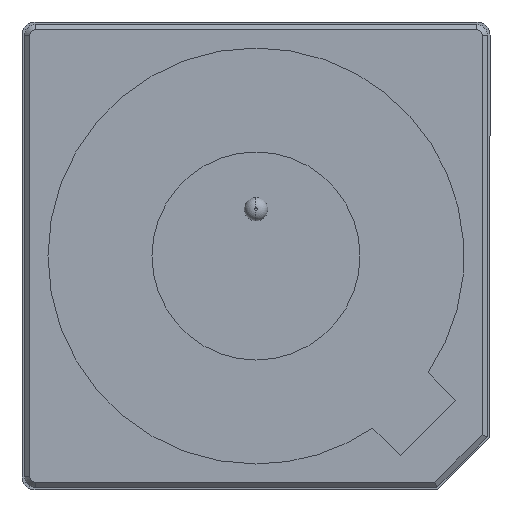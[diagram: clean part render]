
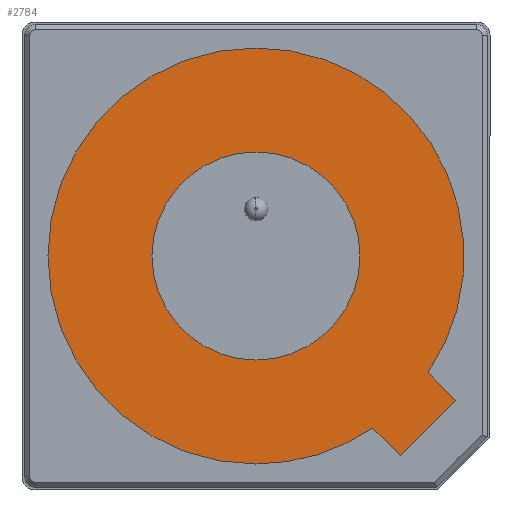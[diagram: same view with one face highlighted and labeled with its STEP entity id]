
A CAD part, front view. The second image highlights one B-rep face of the part: STEP entity #2784.
In plain terms, the highlighted planar face has unit normal (0, -1, 0).
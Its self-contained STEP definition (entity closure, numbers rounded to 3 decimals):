
#88 = LINE ( 'NONE', #2654, #932 ) ;
#94 = DIRECTION ( 'NONE',  ( 0.707, 0., -0.707 ) ) ;
#117 = ORIENTED_EDGE ( 'NONE', *, *, #2482, .T. ) ;
#146 = VERTEX_POINT ( 'NONE', #620 ) ;
#205 = CARTESIAN_POINT ( 'NONE',  ( 0., -0.12, -1.8 ) ) ;
#271 = EDGE_CURVE ( 'NONE', #2172, #1419, #1570, .T. ) ;
#283 = PLANE ( 'NONE',  #467 ) ;
#467 = AXIS2_PLACEMENT_3D ( 'NONE', #1799, #3250, #2830 ) ;
#485 = CARTESIAN_POINT ( 'NONE',  ( 0., -0.12, 6.2 ) ) ;
#506 = CARTESIAN_POINT ( 'NONE',  ( 0., -0.12, 2.2 ) ) ;
#620 = CARTESIAN_POINT ( 'NONE',  ( 7.678, -0.12, -7.357 ) ) ;
#633 = EDGE_CURVE ( 'NONE', #4695, #2063, #2031, .T. ) ;
#649 = CARTESIAN_POINT ( 'NONE',  ( 0., -0.12, -5.8 ) ) ;
#746 = DIRECTION ( 'NONE',  ( 0., -1., 0. ) ) ;
#897 = ORIENTED_EDGE ( 'NONE', *, *, #1529, .T. ) ;
#932 = VECTOR ( 'NONE', #1551, 1000. ) ;
#1002 = CARTESIAN_POINT ( 'NONE',  ( 6.617, -0.12, -6.296 ) ) ;
#1014 = CIRCLE ( 'NONE', #4475, 8. ) ;
#1113 = ORIENTED_EDGE ( 'NONE', *, *, #4527, .T. ) ;
#1204 = ORIENTED_EDGE ( 'NONE', *, *, #271, .T. ) ;
#1222 = CARTESIAN_POINT ( 'NONE',  ( 0., -0.12, -9.8 ) ) ;
#1253 = EDGE_LOOP ( 'NONE', ( #2562, #2747 ) ) ;
#1419 = VERTEX_POINT ( 'NONE', #1222 ) ;
#1498 = AXIS2_PLACEMENT_3D ( 'NONE', #4024, #2167, #3255 ) ;
#1519 = DIRECTION ( 'NONE',  ( 0.707, 0., 0.707 ) ) ;
#1529 = EDGE_CURVE ( 'NONE', #1419, #4689, #1014, .T. ) ;
#1547 = LINE ( 'NONE', #3038, #2816 ) ;
#1551 = DIRECTION ( 'NONE',  ( 0.707, 0., -0.707 ) ) ;
#1570 = CIRCLE ( 'NONE', #3121, 8. ) ;
#1595 = DIRECTION ( 'NONE',  ( 0., 0., -1. ) ) ;
#1638 = DIRECTION ( 'NONE',  ( 0., -1., 0. ) ) ;
#1799 = CARTESIAN_POINT ( 'NONE',  ( 0., -0.12, 0. ) ) ;
#1801 = VECTOR ( 'NONE', #94, 1000. ) ;
#1989 = CARTESIAN_POINT ( 'NONE',  ( -1.961, -0.12, -1.961 ) ) ;
#2031 = CIRCLE ( 'NONE', #2664, 4. ) ;
#2063 = VERTEX_POINT ( 'NONE', #506 ) ;
#2121 = AXIS2_PLACEMENT_3D ( 'NONE', #3874, #3845, #2318 ) ;
#2167 = DIRECTION ( 'NONE',  ( 0., -1., 0. ) ) ;
#2172 = VERTEX_POINT ( 'NONE', #485 ) ;
#2318 = DIRECTION ( 'NONE',  ( 0., 0., -1. ) ) ;
#2390 = CARTESIAN_POINT ( 'NONE',  ( 0., -0.12, -1.8 ) ) ;
#2482 = EDGE_CURVE ( 'NONE', #4689, #2768, #3159, .T. ) ;
#2562 = ORIENTED_EDGE ( 'NONE', *, *, #3595, .F. ) ;
#2569 = CARTESIAN_POINT ( 'NONE',  ( 4.496, -0.12, -8.417 ) ) ;
#2619 = CARTESIAN_POINT ( 'NONE',  ( 0., -0.12, -1.8 ) ) ;
#2654 = CARTESIAN_POINT ( 'NONE',  ( 0.161, -0.12, 0.161 ) ) ;
#2664 = AXIS2_PLACEMENT_3D ( 'NONE', #2390, #1638, #1595 ) ;
#2747 = ORIENTED_EDGE ( 'NONE', *, *, #633, .F. ) ;
#2768 = VERTEX_POINT ( 'NONE', #3529 ) ;
#2784 = ADVANCED_FACE ( 'NONE', ( #4041, #3993 ), #283, .T. ) ;
#2816 = VECTOR ( 'NONE', #1519, 1000. ) ;
#2830 = DIRECTION ( 'NONE',  ( 0., 0., -1. ) ) ;
#3038 = CARTESIAN_POINT ( 'NONE',  ( 7.517, -0.12, -7.517 ) ) ;
#3084 = VERTEX_POINT ( 'NONE', #1002 ) ;
#3121 = AXIS2_PLACEMENT_3D ( 'NONE', #2619, #746, #3783 ) ;
#3159 = LINE ( 'NONE', #1989, #1801 ) ;
#3222 = DIRECTION ( 'NONE',  ( 0., -1., 0. ) ) ;
#3250 = DIRECTION ( 'NONE',  ( 0., -1., 0. ) ) ;
#3255 = DIRECTION ( 'NONE',  ( 0., 0., -1. ) ) ;
#3529 = CARTESIAN_POINT ( 'NONE',  ( 5.557, -0.12, -9.478 ) ) ;
#3595 = EDGE_CURVE ( 'NONE', #2063, #4695, #4399, .T. ) ;
#3615 = CIRCLE ( 'NONE', #1498, 8. ) ;
#3783 = DIRECTION ( 'NONE',  ( 0., 0., -1. ) ) ;
#3845 = DIRECTION ( 'NONE',  ( 0., -1., 0. ) ) ;
#3874 = CARTESIAN_POINT ( 'NONE',  ( 0., -0.12, -1.8 ) ) ;
#3993 = FACE_OUTER_BOUND ( 'NONE', #4600, .T. ) ;
#4024 = CARTESIAN_POINT ( 'NONE',  ( 0., -0.12, -1.8 ) ) ;
#4025 = ORIENTED_EDGE ( 'NONE', *, *, #4403, .T. ) ;
#4041 = FACE_BOUND ( 'NONE', #1253, .T. ) ;
#4399 = CIRCLE ( 'NONE', #2121, 4. ) ;
#4403 = EDGE_CURVE ( 'NONE', #3084, #2172, #3615, .T. ) ;
#4475 = AXIS2_PLACEMENT_3D ( 'NONE', #205, #3222, #4685 ) ;
#4527 = EDGE_CURVE ( 'NONE', #2768, #146, #1547, .T. ) ;
#4600 = EDGE_LOOP ( 'NONE', ( #4025, #1204, #897, #117, #1113, #4803 ) ) ;
#4685 = DIRECTION ( 'NONE',  ( 0., 0., -1. ) ) ;
#4689 = VERTEX_POINT ( 'NONE', #2569 ) ;
#4695 = VERTEX_POINT ( 'NONE', #649 ) ;
#4803 = ORIENTED_EDGE ( 'NONE', *, *, #4890, .F. ) ;
#4890 = EDGE_CURVE ( 'NONE', #3084, #146, #88, .T. ) ;
